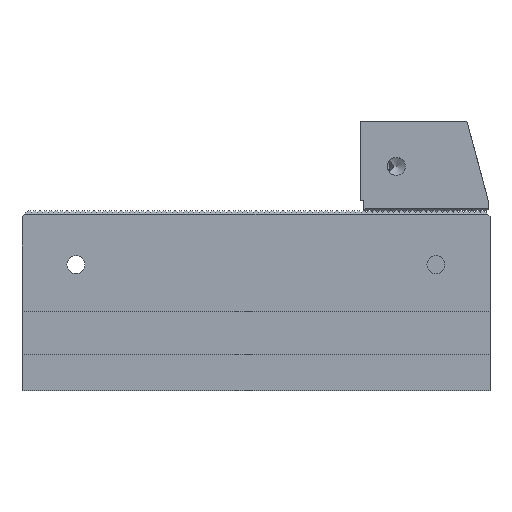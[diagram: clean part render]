
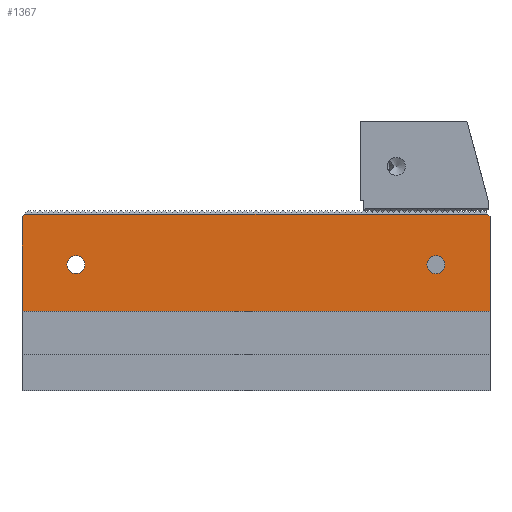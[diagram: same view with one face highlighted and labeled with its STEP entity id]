
A CAD part, left-side view. The second image highlights one B-rep face of the part: STEP entity #1367.
In plain terms, the highlighted planar face has unit normal (-1, 0, 0).
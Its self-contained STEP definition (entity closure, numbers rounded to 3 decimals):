
#1367 = ADVANCED_FACE( '', ( #3242, #3243, #3244 ), #3245, .F. );
#3242 = FACE_BOUND( '', #5681, .T. );
#3243 = FACE_BOUND( '', #5682, .T. );
#3244 = FACE_OUTER_BOUND( '', #5683, .T. );
#3245 = PLANE( '', #5684 );
#5681 = EDGE_LOOP( '', ( #9901 ) );
#5682 = EDGE_LOOP( '', ( #9902 ) );
#5683 = EDGE_LOOP( '', ( #9903, #9904, #9905, #9906, #9907, #9908 ) );
#5684 = AXIS2_PLACEMENT_3D( '', #9909, #9910, #9911 );
#9901 = ORIENTED_EDGE( '', *, *, #16620, .F. );
#9902 = ORIENTED_EDGE( '', *, *, #16621, .F. );
#9903 = ORIENTED_EDGE( '', *, *, #16622, .T. );
#9904 = ORIENTED_EDGE( '', *, *, #16623, .F. );
#9905 = ORIENTED_EDGE( '', *, *, #16624, .T. );
#9906 = ORIENTED_EDGE( '', *, *, #15379, .T. );
#9907 = ORIENTED_EDGE( '', *, *, #15486, .F. );
#9908 = ORIENTED_EDGE( '', *, *, #16625, .F. );
#9909 = CARTESIAN_POINT( '', ( -25., -65., 25. ) );
#9910 = DIRECTION( '', ( 1., 0., 0. ) );
#9911 = DIRECTION( '', ( 0., 0., -1. ) );
#15379 = EDGE_CURVE( '', #18746, #18744, #18747, .T. );
#15486 = EDGE_CURVE( '', #18929, #18744, #18931, .T. );
#16620 = EDGE_CURVE( '', #20792, #20792, #20793, .T. );
#16621 = EDGE_CURVE( '', #20794, #20794, #20795, .T. );
#16622 = EDGE_CURVE( '', #20796, #20797, #20798, .T. );
#16623 = EDGE_CURVE( '', #20799, #20797, #20800, .T. );
#16624 = EDGE_CURVE( '', #20799, #18746, #20801, .T. );
#16625 = EDGE_CURVE( '', #20796, #18929, #20802, .T. );
#18744 = VERTEX_POINT( '', #23637 );
#18746 = VERTEX_POINT( '', #23640 );
#18747 = LINE( '', #23641, #23642 );
#18929 = VERTEX_POINT( '', #23899 );
#18931 = LINE( '', #23902, #23903 );
#20792 = VERTEX_POINT( '', #26732 );
#20793 = CIRCLE( '', #26733, 2.5 );
#20794 = VERTEX_POINT( '', #26734 );
#20795 = CIRCLE( '', #26735, 2.5 );
#20796 = VERTEX_POINT( '', #26736 );
#20797 = VERTEX_POINT( '', #26737 );
#20798 = LINE( '', #26738, #26739 );
#20799 = VERTEX_POINT( '', #26740 );
#20800 = LINE( '', #26741, #26742 );
#20801 = LINE( '', #26743, #26744 );
#20802 = LINE( '', #26745, #26746 );
#23637 = CARTESIAN_POINT( '', ( -25., -65., -3. ) );
#23640 = CARTESIAN_POINT( '', ( -25., 65., -3. ) );
#23641 = CARTESIAN_POINT( '', ( -25., 65., -3. ) );
#23642 = VECTOR( '', #29935, 1000. );
#23899 = CARTESIAN_POINT( '', ( -25., -65., 23.25 ) );
#23902 = CARTESIAN_POINT( '', ( -25., -65., 25. ) );
#23903 = VECTOR( '', #30042, 1000. );
#26732 = CARTESIAN_POINT( '', ( -25., 47.5, 10. ) );
#26733 = AXIS2_PLACEMENT_3D( '', #31010, #31011, #31012 );
#26734 = CARTESIAN_POINT( '', ( -25., -47.5, 10. ) );
#26735 = AXIS2_PLACEMENT_3D( '', #31013, #31014, #31015 );
#26736 = CARTESIAN_POINT( '', ( -25., -64.25, 24. ) );
#26737 = CARTESIAN_POINT( '', ( -25., 64.25, 24. ) );
#26738 = CARTESIAN_POINT( '', ( -25., -65., 24. ) );
#26739 = VECTOR( '', #31016, 1000. );
#26740 = CARTESIAN_POINT( '', ( -25., 65., 23.25 ) );
#26741 = CARTESIAN_POINT( '', ( -25., 65., 23.25 ) );
#26742 = VECTOR( '', #31017, 1000. );
#26743 = CARTESIAN_POINT( '', ( -25., 65., 25. ) );
#26744 = VECTOR( '', #31018, 1000. );
#26745 = CARTESIAN_POINT( '', ( -25., -63.25, 25. ) );
#26746 = VECTOR( '', #31019, 1000. );
#29935 = DIRECTION( '', ( 0., -1., 0. ) );
#30042 = DIRECTION( '', ( 0., 0., -1. ) );
#31010 = CARTESIAN_POINT( '', ( -25., 50., 10. ) );
#31011 = DIRECTION( '', ( -1., 0., 0. ) );
#31012 = DIRECTION( '', ( 0., -1., 0. ) );
#31013 = CARTESIAN_POINT( '', ( -25., -50., 10. ) );
#31014 = DIRECTION( '', ( -1., 0., 0. ) );
#31015 = DIRECTION( '', ( 0., 1., 0. ) );
#31016 = DIRECTION( '', ( 0., 1., 0. ) );
#31017 = DIRECTION( '', ( 0., -0.707, 0.707 ) );
#31018 = DIRECTION( '', ( 0., 0., -1. ) );
#31019 = DIRECTION( '', ( 0., -0.707, -0.707 ) );
